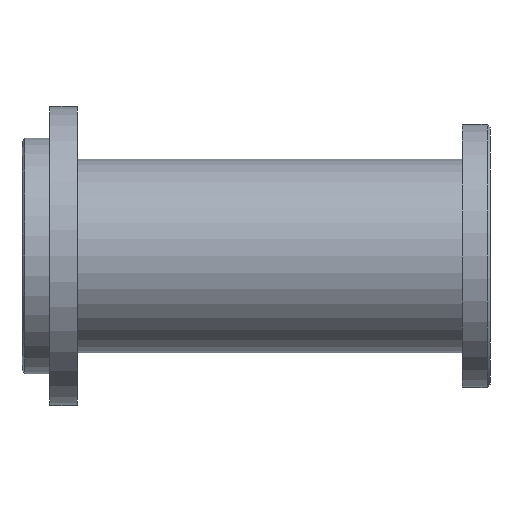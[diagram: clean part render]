
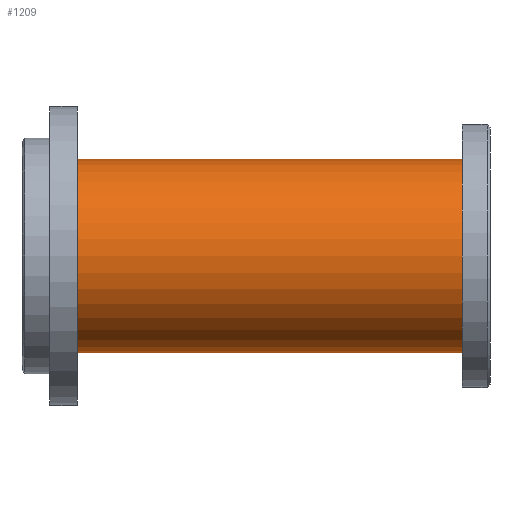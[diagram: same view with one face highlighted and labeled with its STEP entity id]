
A CAD part, left-side view. The second image highlights one B-rep face of the part: STEP entity #1209.
In plain terms, the highlighted cylindrical face has radius 35 mm (diameter 70 mm), a partial arc.
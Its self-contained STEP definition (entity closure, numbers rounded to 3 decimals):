
#9 = CARTESIAN_POINT ( 'NONE',  ( 0., 74.5, 35. ) ) ;
#29 = AXIS2_PLACEMENT_3D ( 'NONE', #2162, #768, #948 ) ;
#43 = VERTEX_POINT ( 'NONE', #866 ) ;
#119 = EDGE_CURVE ( 'NONE', #1867, #843, #926, .T. ) ;
#173 = CARTESIAN_POINT ( 'NONE',  ( 0., 74.5, 35. ) ) ;
#176 = CARTESIAN_POINT ( 'NONE',  ( 0., -64.5, -35. ) ) ;
#204 = DIRECTION ( 'NONE',  ( 0., -1., 0. ) ) ;
#260 = EDGE_CURVE ( 'NONE', #43, #843, #1686, .T. ) ;
#382 = CARTESIAN_POINT ( 'NONE',  ( 0., 74.5, -35. ) ) ;
#468 = DIRECTION ( 'NONE',  ( 0., 0., -1. ) ) ;
#485 = EDGE_CURVE ( 'NONE', #1685, #43, #1748, .T. ) ;
#492 = CYLINDRICAL_SURFACE ( 'NONE', #1268, 35. ) ;
#723 = CARTESIAN_POINT ( 'NONE',  ( 0., 74.5, -35. ) ) ;
#768 = DIRECTION ( 'NONE',  ( 0., -1., 0. ) ) ;
#843 = VERTEX_POINT ( 'NONE', #176 ) ;
#866 = CARTESIAN_POINT ( 'NONE',  ( 0., -64.5, 35. ) ) ;
#905 = CIRCLE ( 'NONE', #2107, 35. ) ;
#926 = LINE ( 'NONE', #382, #1862 ) ;
#948 = DIRECTION ( 'NONE',  ( 0., 0., -1. ) ) ;
#972 = DIRECTION ( 'NONE',  ( 0., 1., 0. ) ) ;
#988 = VECTOR ( 'NONE', #204, 1000. ) ;
#1013 = ORIENTED_EDGE ( 'NONE', *, *, #260, .F. ) ;
#1125 = DIRECTION ( 'NONE',  ( 0., 0., 1. ) ) ;
#1172 = CARTESIAN_POINT ( 'NONE',  ( 0., 74.5, 0. ) ) ;
#1209 = ADVANCED_FACE ( 'NONE', ( #1856 ), #492, .T. ) ;
#1261 = EDGE_LOOP ( 'NONE', ( #1981, #1789, #1774, #1013 ) ) ;
#1268 = AXIS2_PLACEMENT_3D ( 'NONE', #1172, #2019, #468 ) ;
#1523 = EDGE_CURVE ( 'NONE', #1867, #1685, #905, .T. ) ;
#1597 = DIRECTION ( 'NONE',  ( 0., -1., 0. ) ) ;
#1685 = VERTEX_POINT ( 'NONE', #173 ) ;
#1686 = CIRCLE ( 'NONE', #29, 35. ) ;
#1748 = LINE ( 'NONE', #9, #988 ) ;
#1774 = ORIENTED_EDGE ( 'NONE', *, *, #119, .T. ) ;
#1789 = ORIENTED_EDGE ( 'NONE', *, *, #1523, .F. ) ;
#1856 = FACE_OUTER_BOUND ( 'NONE', #1261, .T. ) ;
#1862 = VECTOR ( 'NONE', #1597, 1000. ) ;
#1867 = VERTEX_POINT ( 'NONE', #723 ) ;
#1981 = ORIENTED_EDGE ( 'NONE', *, *, #485, .F. ) ;
#2019 = DIRECTION ( 'NONE',  ( 0., -1., 0. ) ) ;
#2107 = AXIS2_PLACEMENT_3D ( 'NONE', #2185, #972, #1125 ) ;
#2162 = CARTESIAN_POINT ( 'NONE',  ( 0., -64.5, 0. ) ) ;
#2185 = CARTESIAN_POINT ( 'NONE',  ( 0., 74.5, 0. ) ) ;
